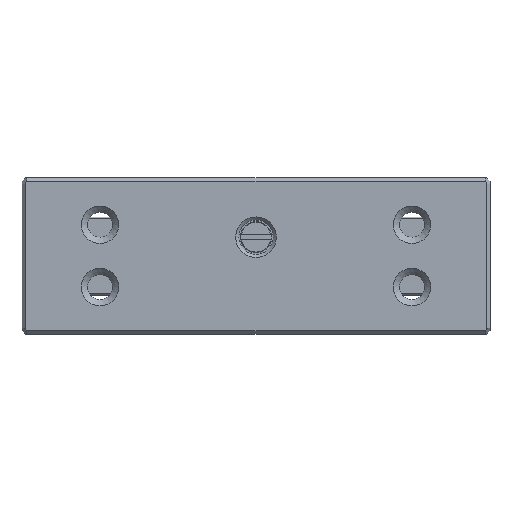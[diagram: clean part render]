
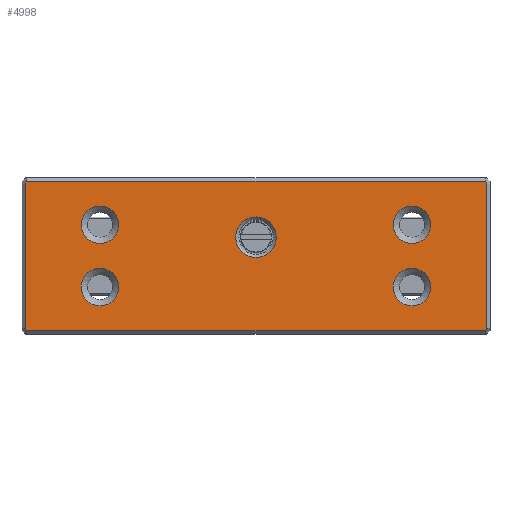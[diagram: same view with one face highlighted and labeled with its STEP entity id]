
A CAD part, top view. The second image highlights one B-rep face of the part: STEP entity #4998.
In plain terms, the highlighted planar face has unit normal (0, 0, 1).
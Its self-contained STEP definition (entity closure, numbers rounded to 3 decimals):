
#4240=CIRCLE('',#17582,1.3);
#4241=CIRCLE('',#17583,1.2);
#4242=CIRCLE('',#17584,1.2);
#4243=CIRCLE('',#17585,1.2);
#4244=CIRCLE('',#17586,1.2);
#4998=ADVANCED_FACE('',(#6287,#6288,#6289,#6290,#6291,#6292),#5734,.F.);
#5734=PLANE('',#17587);
#6287=FACE_BOUND('',#6489,.T.);
#6288=FACE_BOUND('',#6490,.T.);
#6289=FACE_BOUND('',#6491,.T.);
#6290=FACE_BOUND('',#6492,.T.);
#6291=FACE_BOUND('',#6493,.T.);
#6292=FACE_BOUND('',#6494,.T.);
#6489=EDGE_LOOP('',(#10756));
#6490=EDGE_LOOP('',(#10757));
#6491=EDGE_LOOP('',(#10758));
#6492=EDGE_LOOP('',(#10759));
#6493=EDGE_LOOP('',(#10760));
#6494=EDGE_LOOP('',(#10761,#10762,#10763,#10764,#10765,#10766,#10767,#10768));
#7659=LINE('',#22478,#9123);
#7660=LINE('',#22481,#9124);
#7661=LINE('',#22483,#9125);
#7662=LINE('',#22485,#9126);
#7663=LINE('',#22487,#9127);
#7664=LINE('',#22489,#9128);
#7665=LINE('',#22491,#9129);
#7666=LINE('',#22493,#9130);
#9123=VECTOR('',#18630,1.);
#9124=VECTOR('',#18631,1.);
#9125=VECTOR('',#18632,1.);
#9126=VECTOR('',#18633,1.);
#9127=VECTOR('',#18634,1.);
#9128=VECTOR('',#18635,1.);
#9129=VECTOR('',#18636,1.);
#9130=VECTOR('',#18637,1.);
#10756=ORIENTED_EDGE('',*,*,#15830,.T.);
#10757=ORIENTED_EDGE('',*,*,#15831,.T.);
#10758=ORIENTED_EDGE('',*,*,#15832,.T.);
#10759=ORIENTED_EDGE('',*,*,#15833,.T.);
#10760=ORIENTED_EDGE('',*,*,#15834,.T.);
#10761=ORIENTED_EDGE('',*,*,#15835,.T.);
#10762=ORIENTED_EDGE('',*,*,#15836,.T.);
#10763=ORIENTED_EDGE('',*,*,#15837,.T.);
#10764=ORIENTED_EDGE('',*,*,#15838,.T.);
#10765=ORIENTED_EDGE('',*,*,#15839,.T.);
#10766=ORIENTED_EDGE('',*,*,#15840,.T.);
#10767=ORIENTED_EDGE('',*,*,#15841,.T.);
#10768=ORIENTED_EDGE('',*,*,#15842,.T.);
#14536=VERTEX_POINT('',#22469);
#14537=VERTEX_POINT('',#22471);
#14538=VERTEX_POINT('',#22473);
#14539=VERTEX_POINT('',#22475);
#14540=VERTEX_POINT('',#22477);
#14541=VERTEX_POINT('',#22479);
#14542=VERTEX_POINT('',#22480);
#14543=VERTEX_POINT('',#22482);
#14544=VERTEX_POINT('',#22484);
#14545=VERTEX_POINT('',#22486);
#14546=VERTEX_POINT('',#22488);
#14547=VERTEX_POINT('',#22490);
#14548=VERTEX_POINT('',#22492);
#15830=EDGE_CURVE('',#14536,#14536,#4240,.T.);
#15831=EDGE_CURVE('',#14537,#14537,#4241,.T.);
#15832=EDGE_CURVE('',#14538,#14538,#4242,.T.);
#15833=EDGE_CURVE('',#14539,#14539,#4243,.T.);
#15834=EDGE_CURVE('',#14540,#14540,#4244,.T.);
#15835=EDGE_CURVE('',#14541,#14542,#7659,.T.);
#15836=EDGE_CURVE('',#14542,#14543,#7660,.T.);
#15837=EDGE_CURVE('',#14543,#14544,#7661,.T.);
#15838=EDGE_CURVE('',#14544,#14545,#7662,.T.);
#15839=EDGE_CURVE('',#14545,#14546,#7663,.T.);
#15840=EDGE_CURVE('',#14546,#14547,#7664,.T.);
#15841=EDGE_CURVE('',#14547,#14548,#7665,.T.);
#15842=EDGE_CURVE('',#14548,#14541,#7666,.T.);
#17582=AXIS2_PLACEMENT_3D('',#22468,#18620,#18621);
#17583=AXIS2_PLACEMENT_3D('',#22470,#18622,#18623);
#17584=AXIS2_PLACEMENT_3D('',#22472,#18624,#18625);
#17585=AXIS2_PLACEMENT_3D('',#22474,#18626,#18627);
#17586=AXIS2_PLACEMENT_3D('',#22476,#18628,#18629);
#17587=AXIS2_PLACEMENT_3D('',#22494,#18638,#18639);
#18620=DIRECTION('',(0.,0.,-1.));
#18621=DIRECTION('',(-1.,0.,0.));
#18622=DIRECTION('',(0.,0.,-1.));
#18623=DIRECTION('',(-1.,0.,0.));
#18624=DIRECTION('',(0.,0.,-1.));
#18625=DIRECTION('',(-1.,0.,0.));
#18626=DIRECTION('',(0.,0.,-1.));
#18627=DIRECTION('',(-1.,0.,0.));
#18628=DIRECTION('',(0.,0.,-1.));
#18629=DIRECTION('',(-1.,0.,0.));
#18630=DIRECTION('',(-0.577,-0.816,0.));
#18631=DIRECTION('',(0.,-1.,0.));
#18632=DIRECTION('',(0.577,-0.816,0.));
#18633=DIRECTION('',(1.,0.,0.));
#18634=DIRECTION('',(0.577,0.816,0.));
#18635=DIRECTION('',(0.,1.,0.));
#18636=DIRECTION('',(-0.577,0.816,0.));
#18637=DIRECTION('',(-1.,0.,0.));
#18638=DIRECTION('',(0.,0.,-1.));
#18639=DIRECTION('',(1.,0.,0.));
#22468=CARTESIAN_POINT('',(0.,1.2,6.));
#22469=CARTESIAN_POINT('',(-1.3,1.2,6.));
#22470=CARTESIAN_POINT('',(10.,2.,6.));
#22471=CARTESIAN_POINT('',(8.8,2.,6.));
#22472=CARTESIAN_POINT('',(10.,-2.,6.));
#22473=CARTESIAN_POINT('',(8.8,-2.,6.));
#22474=CARTESIAN_POINT('',(-10.,2.,6.));
#22475=CARTESIAN_POINT('',(-11.2,2.,6.));
#22476=CARTESIAN_POINT('',(-10.,-2.,6.));
#22477=CARTESIAN_POINT('',(-11.2,-2.,6.));
#22478=CARTESIAN_POINT('',(-14.617,4.917,6.));
#22479=CARTESIAN_POINT('',(-14.7,4.8,6.));
#22480=CARTESIAN_POINT('',(-14.8,4.659,6.));
#22481=CARTESIAN_POINT('',(-14.8,5.,6.));
#22482=CARTESIAN_POINT('',(-14.8,-4.659,6.));
#22483=CARTESIAN_POINT('',(-14.617,-4.917,6.));
#22484=CARTESIAN_POINT('',(-14.7,-4.8,6.));
#22485=CARTESIAN_POINT('',(15.,-4.8,6.));
#22486=CARTESIAN_POINT('',(14.7,-4.8,6.));
#22487=CARTESIAN_POINT('',(14.617,-4.917,6.));
#22488=CARTESIAN_POINT('',(14.8,-4.659,6.));
#22489=CARTESIAN_POINT('',(14.8,4.376,6.));
#22490=CARTESIAN_POINT('',(14.8,4.659,6.));
#22491=CARTESIAN_POINT('',(14.617,4.917,6.));
#22492=CARTESIAN_POINT('',(14.7,4.8,6.));
#22493=CARTESIAN_POINT('',(15.,4.8,6.));
#22494=CARTESIAN_POINT('',(15.,5.,6.));
